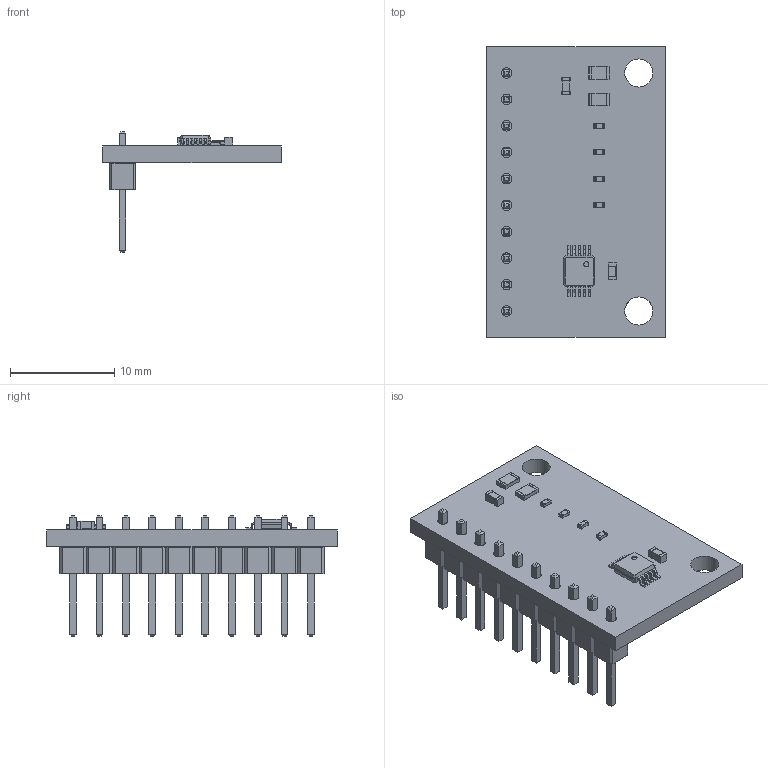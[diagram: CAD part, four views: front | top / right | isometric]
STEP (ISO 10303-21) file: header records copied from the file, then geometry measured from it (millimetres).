
FILE_DESCRIPTION(('KiCad electronic assembly'),'2;1');
FILE_NAME('ADS1115_Modul.step','2020-11-05T23:13:56',('An Author'),( 'A Company'),'Open CASCADE STEP processor 7.3', 'KiCad to STEP converter','Unknown');
FILE_SCHEMA(('AUTOMOTIVE_DESIGN { 1 0 10303 214 1 1 1 1 }'));
Length unit declared in the file: millimetre
Products named in the file (12): Open CASCADE STEP translator 7.3 1; R_0805_2012Metric; SOLID; C_0603_1608Metric; TSSOP-10_3x3mm_P0.5mm; PinHeader_1x10_P2.54mm_Vertical; R_0402_1005Metric; COMPOUND
Assembly tree (16 placements, depth 3):
  Open CASCADE STEP translator 7.3 1
    R_0805_2012Metric  x2
      SOLID
    C_0603_1608Metric  x2
      SOLID
    TSSOP-10_3x3mm_P0.5mm
      SOLID
    PinHeader_1x10_P2.54mm_Vertical
      SOLID
    R_0402_1005Metric  x4
      SOLID
    COMPOUND
Bounding box: 17.14 x 27.94 x 11.54 mm (x, y, z)
Volume: 944.9 mm3; surface area: 1714.6 mm2
Topology: 11 solids, 11 shells, 660 faces, 1671 edges, 1058 vertices
Faces by surface type: plane 501, cylinder 125, bspline 34
Full cylindrical faces by diameter (mm): 0.5 x1, 1 x10, 2.7 x2
Entity records: 36823 total; most frequent: CARTESIAN_POINT 6208, DIRECTION 4971, LINE 3555, VECTOR 3555, ORIENTED_EDGE 2654, PCURVE 2654, DEFINITIONAL_REPRESENTATION 2654, EDGE_CURVE 1327
